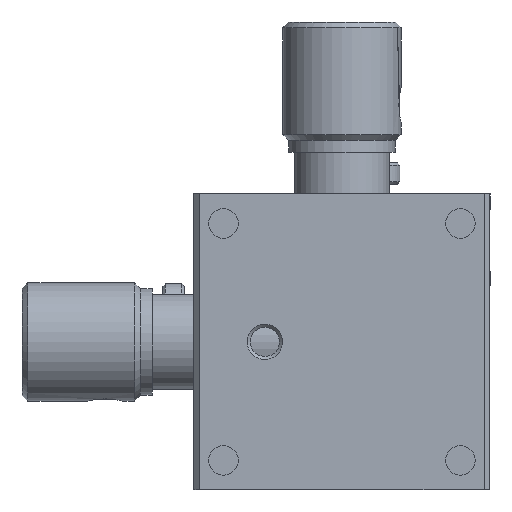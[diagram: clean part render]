
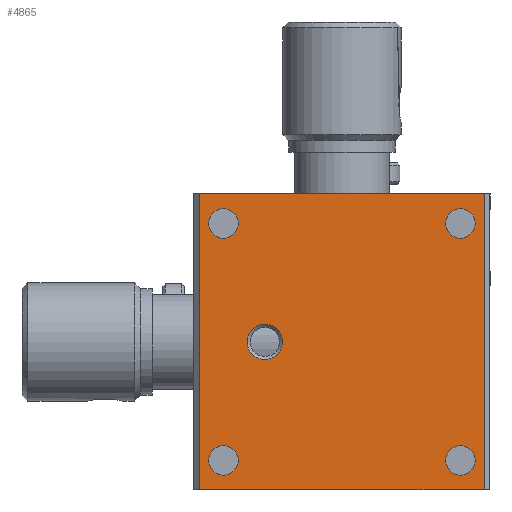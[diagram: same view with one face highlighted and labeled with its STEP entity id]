
A CAD part, front view. The second image highlights one B-rep face of the part: STEP entity #4865.
In plain terms, the highlighted planar face has unit normal (0, -1, 0).
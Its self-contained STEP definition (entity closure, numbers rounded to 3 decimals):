
#228 = CARTESIAN_POINT ( 'NONE',  ( 6., 0., -14. ) ) ;
#382 = EDGE_LOOP ( 'NONE', ( #4207 ) ) ;
#547 = FACE_BOUND ( 'NONE', #382, .T. ) ;
#605 = CARTESIAN_POINT ( 'NONE',  ( 2.5, 0., -3.75 ) ) ;
#834 = LINE ( 'NONE', #3404, #4471 ) ;
#858 = VERTEX_POINT ( 'NONE', #228 ) ;
#903 = EDGE_CURVE ( 'NONE', #1705, #1705, #3900, .T. ) ;
#1156 = EDGE_LOOP ( 'NONE', ( #3079 ) ) ;
#1266 = VECTOR ( 'NONE', #3324, 1000. ) ;
#1412 = EDGE_CURVE ( 'NONE', #3016, #3016, #8087, .T. ) ;
#1441 = CIRCLE ( 'NONE', #2113, 1.25 ) ;
#1598 = DIRECTION ( 'NONE',  ( 0., 1., 0. ) ) ;
#1689 = DIRECTION ( 'NONE',  ( 0., 0., -1. ) ) ;
#1705 = VERTEX_POINT ( 'NONE', #5540 ) ;
#1720 = ORIENTED_EDGE ( 'NONE', *, *, #4764, .T. ) ;
#2113 = AXIS2_PLACEMENT_3D ( 'NONE', #7941, #5498, #4740 ) ;
#2128 = EDGE_CURVE ( 'NONE', #8081, #5184, #6417, .T. ) ;
#2132 = ORIENTED_EDGE ( 'NONE', *, *, #6309, .T. ) ;
#2181 = AXIS2_PLACEMENT_3D ( 'NONE', #7953, #2772, #7912 ) ;
#2333 = CIRCLE ( 'NONE', #3271, 1.5 ) ;
#2397 = EDGE_CURVE ( 'NONE', #4493, #8081, #834, .T. ) ;
#2402 = EDGE_CURVE ( 'NONE', #3964, #3964, #3794, .T. ) ;
#2493 = DIRECTION ( 'NONE',  ( -1., 0., 0. ) ) ;
#2772 = DIRECTION ( 'NONE',  ( 0., 1., 0. ) ) ;
#2996 = FACE_BOUND ( 'NONE', #7447, .T. ) ;
#3016 = VERTEX_POINT ( 'NONE', #7641 ) ;
#3079 = ORIENTED_EDGE ( 'NONE', *, *, #903, .T. ) ;
#3125 = FACE_BOUND ( 'NONE', #5066, .T. ) ;
#3217 = EDGE_LOOP ( 'NONE', ( #7062, #8302, #2132, #5967 ) ) ;
#3271 = AXIS2_PLACEMENT_3D ( 'NONE', #5705, #8305, #5190 ) ;
#3291 = VERTEX_POINT ( 'NONE', #8301 ) ;
#3324 = DIRECTION ( 'NONE',  ( 0., 0., 1. ) ) ;
#3344 = CARTESIAN_POINT ( 'NONE',  ( 2.5, 0., -22.5 ) ) ;
#3366 = VERTEX_POINT ( 'NONE', #5419 ) ;
#3404 = CARTESIAN_POINT ( 'NONE',  ( 0.5, 0., -25. ) ) ;
#3446 = ORIENTED_EDGE ( 'NONE', *, *, #2402, .T. ) ;
#3491 = CARTESIAN_POINT ( 'NONE',  ( 22.5, 0., -22.5 ) ) ;
#3571 = DIRECTION ( 'NONE',  ( 0., 0., -1. ) ) ;
#3640 = AXIS2_PLACEMENT_3D ( 'NONE', #3491, #1598, #3571 ) ;
#3794 = CIRCLE ( 'NONE', #2181, 1.25 ) ;
#3900 = CIRCLE ( 'NONE', #5920, 1.25 ) ;
#3964 = VERTEX_POINT ( 'NONE', #605 ) ;
#4105 = CARTESIAN_POINT ( 'NONE',  ( 0.5, 0., 0. ) ) ;
#4122 = VECTOR ( 'NONE', #2493, 1000. ) ;
#4163 = CARTESIAN_POINT ( 'NONE',  ( 24.5, 0., -25. ) ) ;
#4207 = ORIENTED_EDGE ( 'NONE', *, *, #7637, .T. ) ;
#4220 = AXIS2_PLACEMENT_3D ( 'NONE', #7494, #5688, #1689 ) ;
#4295 = FACE_BOUND ( 'NONE', #7150, .T. ) ;
#4471 = VECTOR ( 'NONE', #5970, 1000. ) ;
#4493 = VERTEX_POINT ( 'NONE', #4105 ) ;
#4500 = LINE ( 'NONE', #5093, #1266 ) ;
#4740 = DIRECTION ( 'NONE',  ( 0., 0., -1. ) ) ;
#4764 = EDGE_CURVE ( 'NONE', #858, #858, #2333, .T. ) ;
#4865 = ADVANCED_FACE ( 'NONE', ( #6319, #2996, #4888, #4295, #547, #3125 ), #5016, .T. ) ;
#4888 = FACE_BOUND ( 'NONE', #1156, .T. ) ;
#5016 = PLANE ( 'NONE',  #4220 ) ;
#5066 = EDGE_LOOP ( 'NONE', ( #1720 ) ) ;
#5093 = CARTESIAN_POINT ( 'NONE',  ( 24.5, 0., -25. ) ) ;
#5112 = EDGE_CURVE ( 'NONE', #5184, #3366, #4500, .T. ) ;
#5184 = VERTEX_POINT ( 'NONE', #4163 ) ;
#5190 = DIRECTION ( 'NONE',  ( 0., 0., -1. ) ) ;
#5356 = CARTESIAN_POINT ( 'NONE',  ( 0.5, 0., -25. ) ) ;
#5361 = DIRECTION ( 'NONE',  ( 0., 1., 0. ) ) ;
#5403 = ORIENTED_EDGE ( 'NONE', *, *, #1412, .T. ) ;
#5419 = CARTESIAN_POINT ( 'NONE',  ( 24.5, 0., 0. ) ) ;
#5498 = DIRECTION ( 'NONE',  ( 0., 1., 0. ) ) ;
#5540 = CARTESIAN_POINT ( 'NONE',  ( 2.5, 0., -23.75 ) ) ;
#5548 = VECTOR ( 'NONE', #7004, 1000. ) ;
#5688 = DIRECTION ( 'NONE',  ( 0., -1., 0. ) ) ;
#5705 = CARTESIAN_POINT ( 'NONE',  ( 6., 0., -12.5 ) ) ;
#5920 = AXIS2_PLACEMENT_3D ( 'NONE', #3344, #5361, #6535 ) ;
#5967 = ORIENTED_EDGE ( 'NONE', *, *, #2397, .T. ) ;
#5970 = DIRECTION ( 'NONE',  ( 0., 0., -1. ) ) ;
#6309 = EDGE_CURVE ( 'NONE', #3366, #4493, #8177, .T. ) ;
#6319 = FACE_OUTER_BOUND ( 'NONE', #3217, .T. ) ;
#6417 = LINE ( 'NONE', #7087, #5548 ) ;
#6535 = DIRECTION ( 'NONE',  ( 0., 0., -1. ) ) ;
#7004 = DIRECTION ( 'NONE',  ( 1., 0., 0. ) ) ;
#7062 = ORIENTED_EDGE ( 'NONE', *, *, #2128, .T. ) ;
#7087 = CARTESIAN_POINT ( 'NONE',  ( 0.5, 0., -25. ) ) ;
#7150 = EDGE_LOOP ( 'NONE', ( #5403 ) ) ;
#7447 = EDGE_LOOP ( 'NONE', ( #3446 ) ) ;
#7494 = CARTESIAN_POINT ( 'NONE',  ( 0.5, 0., -25. ) ) ;
#7637 = EDGE_CURVE ( 'NONE', #3291, #3291, #1441, .T. ) ;
#7641 = CARTESIAN_POINT ( 'NONE',  ( 22.5, 0., -23.75 ) ) ;
#7912 = DIRECTION ( 'NONE',  ( 0., 0., -1. ) ) ;
#7941 = CARTESIAN_POINT ( 'NONE',  ( 22.5, 0., -2.5 ) ) ;
#7953 = CARTESIAN_POINT ( 'NONE',  ( 2.5, 0., -2.5 ) ) ;
#8081 = VERTEX_POINT ( 'NONE', #5356 ) ;
#8087 = CIRCLE ( 'NONE', #3640, 1.25 ) ;
#8135 = CARTESIAN_POINT ( 'NONE',  ( 0.5, 0., 0. ) ) ;
#8177 = LINE ( 'NONE', #8135, #4122 ) ;
#8301 = CARTESIAN_POINT ( 'NONE',  ( 22.5, 0., -3.75 ) ) ;
#8302 = ORIENTED_EDGE ( 'NONE', *, *, #5112, .T. ) ;
#8305 = DIRECTION ( 'NONE',  ( 0., 1., 0. ) ) ;
